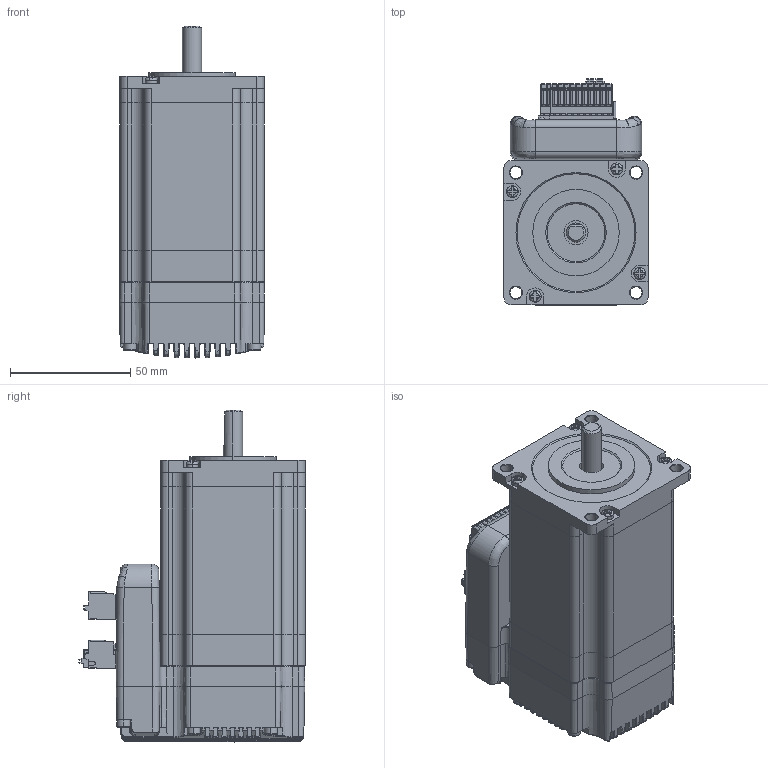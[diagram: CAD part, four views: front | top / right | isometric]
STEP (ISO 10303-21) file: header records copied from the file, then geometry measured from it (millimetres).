
FILE_DESCRIPTION (( 'STEP AP203' ), '1' );
FILE_NAME ('iHSS60-36-30.STEP', '2019-10-28T03:14:29', ( 'USER-' ), ( 'MS' ), 'SwSTEP 2.0', 'SolidWorks 2015', '' );
FILE_SCHEMA (( 'CONFIG_CONTROL_DESIGN' ));
Length unit declared in the file: millimetre
Products named in the file (5): 60一体化机身61.5mm宽40mm; 60一体化上盖11x40mm8x21扁轴7.5x15法兰36x1.6; 60珨极趙狟裔13mm遵40mm; iHSS60珨极趙綴裔31.68x54.6x74.08; iHSS60-36-30
Assembly tree (4 placements, depth 2):
  iHSS60-36-30
    60一体化机身61.5mm宽40mm
    60一体化上盖11x40mm8x21扁轴7.5x15法兰36x1.6
    60珨极趙狟裔13mm遵40mm
    iHSS60珨极趙綴裔31.68x54.6x74.08
Bounding box: 60.4 x 94.1 x 138.18 mm (x, y, z)
Volume: 346274.9 mm3; surface area: 105266.7 mm2
Topology: 4 solids, 37 shells, 5321 faces, 13924 edges, 8825 vertices
Faces by surface type: plane 2649, cylinder 1519, cone 887, bspline 258, torus 8
Entity records: 182659 total; most frequent: CARTESIAN_POINT 51808, ORIENTED_EDGE 27802, DIRECTION 26572, EDGE_CURVE 13901, LINE 8868, VECTOR 8868, AXIS2_PLACEMENT_3D 8852, VERTEX_POINT 8825
